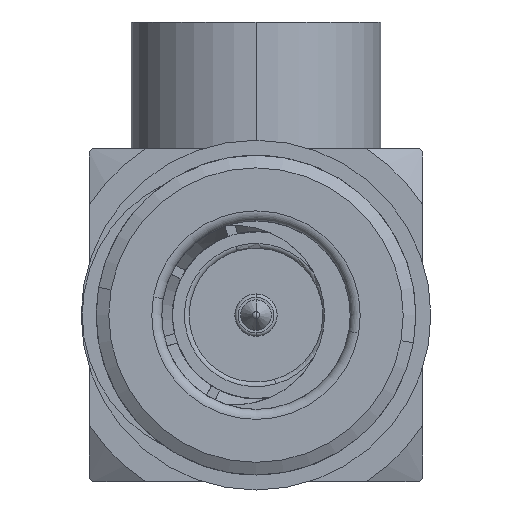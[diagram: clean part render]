
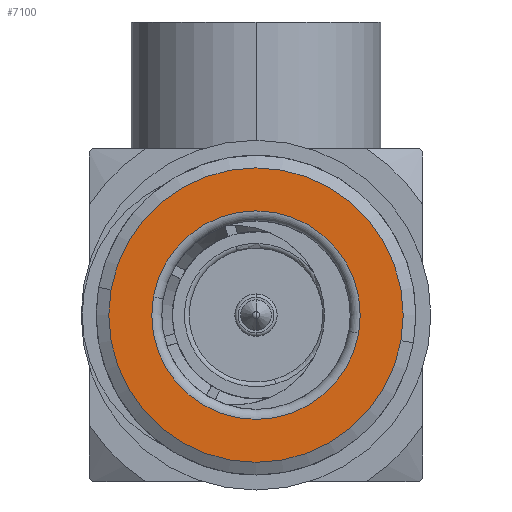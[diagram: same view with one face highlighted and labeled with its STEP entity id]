
A CAD part, left-side view. The second image highlights one B-rep face of the part: STEP entity #7100.
In plain terms, the highlighted planar face has unit normal (-1, 0, 0).
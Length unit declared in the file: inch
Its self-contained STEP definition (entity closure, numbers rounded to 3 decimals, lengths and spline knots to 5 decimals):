
#317 = DIRECTION ( 'NONE',  ( 0., 0.985, 0.173 ) ) ;
#402 = AXIS2_PLACEMENT_3D ( 'NONE', #4377, #492, #2768 ) ;
#492 = DIRECTION ( 'NONE',  ( 1., 0., 0. ) ) ;
#574 = ORIENTED_EDGE ( 'NONE', *, *, #1818, .T. ) ;
#939 = CARTESIAN_POINT ( 'NONE',  ( -0.1378, -0.17138, -0.03018 ) ) ;
#1115 = CARTESIAN_POINT ( 'NONE',  ( -0.1378, 0.17138, 0.03018 ) ) ;
#1201 = FACE_BOUND ( 'NONE', #6450, .T. ) ;
#1362 = DIRECTION ( 'NONE',  ( 1., 0., 0. ) ) ;
#1565 = AXIS2_PLACEMENT_3D ( 'NONE', #2830, #1362, #6838 ) ;
#1639 = ORIENTED_EDGE ( 'NONE', *, *, #3254, .F. ) ;
#1818 = EDGE_CURVE ( 'NONE', #5785, #2489, #4097, .T. ) ;
#1850 = EDGE_LOOP ( 'NONE', ( #2004, #1639 ) ) ;
#1968 = CARTESIAN_POINT ( 'NONE',  ( -0.1378, -0.12136, -0.02137 ) ) ;
#2004 = ORIENTED_EDGE ( 'NONE', *, *, #3684, .F. ) ;
#2119 = CIRCLE ( 'NONE', #402, 0.12323 ) ;
#2166 = CIRCLE ( 'NONE', #3208, 0.17402 ) ;
#2489 = VERTEX_POINT ( 'NONE', #1968 ) ;
#2768 = DIRECTION ( 'NONE',  ( 0., -0.985, -0.173 ) ) ;
#2830 = CARTESIAN_POINT ( 'NONE',  ( -0.1378, 0., 0. ) ) ;
#3107 = VERTEX_POINT ( 'NONE', #1115 ) ;
#3174 = CARTESIAN_POINT ( 'NONE',  ( -0.1378, 0., 0. ) ) ;
#3192 = DIRECTION ( 'NONE',  ( 1., 0., 0. ) ) ;
#3208 = AXIS2_PLACEMENT_3D ( 'NONE', #5865, #4177, #5818 ) ;
#3254 = EDGE_CURVE ( 'NONE', #4707, #3107, #3553, .T. ) ;
#3553 = CIRCLE ( 'NONE', #5036, 0.17402 ) ;
#3608 = DIRECTION ( 'NONE',  ( -1., 0., 0. ) ) ;
#3684 = EDGE_CURVE ( 'NONE', #3107, #4707, #2166, .T. ) ;
#3736 = FACE_OUTER_BOUND ( 'NONE', #1850, .T. ) ;
#3897 = CARTESIAN_POINT ( 'NONE',  ( -0.1378, 0.12136, 0.02137 ) ) ;
#4097 = CIRCLE ( 'NONE', #1565, 0.12323 ) ;
#4177 = DIRECTION ( 'NONE',  ( 1., 0., 0. ) ) ;
#4377 = CARTESIAN_POINT ( 'NONE',  ( -0.1378, 0., 0. ) ) ;
#4700 = CARTESIAN_POINT ( 'NONE',  ( -0.1378, 0.03018, -0.17138 ) ) ;
#4707 = VERTEX_POINT ( 'NONE', #939 ) ;
#4730 = PLANE ( 'NONE',  #4812 ) ;
#4782 = EDGE_CURVE ( 'NONE', #2489, #5785, #2119, .T. ) ;
#4812 = AXIS2_PLACEMENT_3D ( 'NONE', #4700, #3608, #5881 ) ;
#5036 = AXIS2_PLACEMENT_3D ( 'NONE', #3174, #3192, #317 ) ;
#5785 = VERTEX_POINT ( 'NONE', #3897 ) ;
#5818 = DIRECTION ( 'NONE',  ( 0., 0.985, 0.173 ) ) ;
#5865 = CARTESIAN_POINT ( 'NONE',  ( -0.1378, 0., 0. ) ) ;
#5881 = DIRECTION ( 'NONE',  ( 0., -0.173, 0.985 ) ) ;
#5884 = ORIENTED_EDGE ( 'NONE', *, *, #4782, .T. ) ;
#6450 = EDGE_LOOP ( 'NONE', ( #5884, #574 ) ) ;
#6838 = DIRECTION ( 'NONE',  ( 0., -0.985, -0.173 ) ) ;
#7100 = ADVANCED_FACE ( 'NONE', ( #3736, #1201 ), #4730, .T. ) ;
